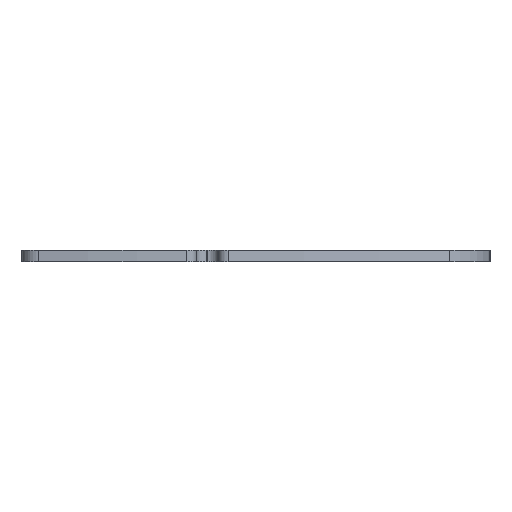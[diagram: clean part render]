
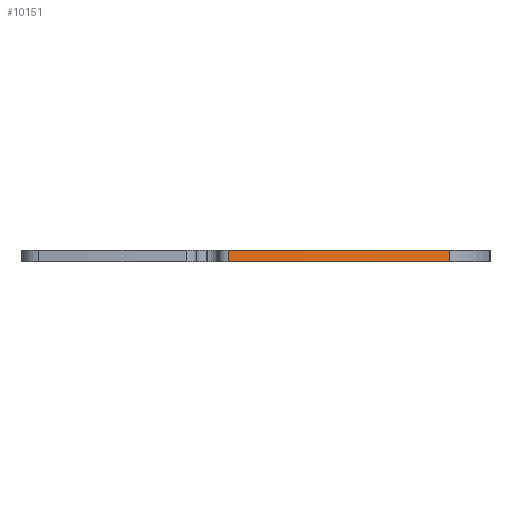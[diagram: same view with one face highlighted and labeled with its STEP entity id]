
A CAD part, left-side view. The second image highlights one B-rep face of the part: STEP entity #10151.
In plain terms, the highlighted cylindrical face has radius 87.974 mm (diameter 175.947 mm), a partial arc.
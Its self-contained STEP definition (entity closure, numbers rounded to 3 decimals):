
#84 = PLANE('',#85);
#85 = AXIS2_PLACEMENT_3D('',#86,#87,#88);
#86 = CARTESIAN_POINT('',(148.499,-103.905,1.6));
#87 = DIRECTION('',(-0.,-0.,-1.));
#88 = DIRECTION('',(-1.,0.,0.));
#143 = PLANE('',#144);
#144 = AXIS2_PLACEMENT_3D('',#145,#146,#147);
#145 = CARTESIAN_POINT('',(148.499,-103.905,0.));
#146 = DIRECTION('',(-0.,-0.,-1.));
#147 = DIRECTION('',(-1.,0.,0.));
#754 = VERTEX_POINT('',#755);
#755 = CARTESIAN_POINT('',(84.779,-131.04,0.));
#774 = CYLINDRICAL_SURFACE('',#775,10.352);
#775 = AXIS2_PLACEMENT_3D('',#776,#777,#778);
#776 = CARTESIAN_POINT('',(93.901,-126.147,0.));
#777 = DIRECTION('',(-0.,-0.,-1.));
#778 = DIRECTION('',(1.,0.,-0.));
#786 = EDGE_CURVE('',#787,#754,#789,.T.);
#787 = VERTEX_POINT('',#788);
#788 = CARTESIAN_POINT('',(75.952,-101.259,0.));
#789 = SURFACE_CURVE('',#790,(#795,#806),.PCURVE_S1.);
#790 = CIRCLE('',#791,87.974);
#791 = AXIS2_PLACEMENT_3D('',#792,#793,#794);
#792 = CARTESIAN_POINT('',(163.388,-91.544,0.));
#793 = DIRECTION('',(0.,0.,1.));
#794 = DIRECTION('',(1.,0.,-0.));
#795 = PCURVE('',#143,#796);
#796 = DEFINITIONAL_REPRESENTATION('',(#797),#805);
#797 = ( BOUNDED_CURVE() B_SPLINE_CURVE(2,(#798,#799,#800,#801,#802,#803
,#804),.UNSPECIFIED.,.T.,.F.) B_SPLINE_CURVE_WITH_KNOTS((1,2,2,2,2,1),(
    -2.094,0.,2.094,4.189,6.283,
8.378),.UNSPECIFIED.) CURVE() GEOMETRIC_REPRESENTATION_ITEM() 
RATIONAL_B_SPLINE_CURVE((1.,0.5,1.,0.5,1.,0.5,1.)) REPRESENTATION_ITEM(
  '') );
#798 = CARTESIAN_POINT('',(-102.863,12.361));
#799 = CARTESIAN_POINT('',(-102.863,164.736));
#800 = CARTESIAN_POINT('',(29.098,88.549));
#801 = CARTESIAN_POINT('',(161.058,12.361));
#802 = CARTESIAN_POINT('',(29.098,-63.826));
#803 = CARTESIAN_POINT('',(-102.863,-140.013));
#804 = CARTESIAN_POINT('',(-102.863,12.361));
#805 = ( GEOMETRIC_REPRESENTATION_CONTEXT(2) 
PARAMETRIC_REPRESENTATION_CONTEXT() REPRESENTATION_CONTEXT('2D SPACE',''
  ) );
#806 = PCURVE('',#807,#812);
#807 = CYLINDRICAL_SURFACE('',#808,87.974);
#808 = AXIS2_PLACEMENT_3D('',#809,#810,#811);
#809 = CARTESIAN_POINT('',(163.388,-91.544,0.));
#810 = DIRECTION('',(-0.,-0.,-1.));
#811 = DIRECTION('',(1.,0.,-0.));
#812 = DEFINITIONAL_REPRESENTATION('',(#813),#817);
#813 = LINE('',#814,#815);
#814 = CARTESIAN_POINT('',(-0.,0.));
#815 = VECTOR('',#816,1.);
#816 = DIRECTION('',(-1.,0.));
#817 = ( GEOMETRIC_REPRESENTATION_CONTEXT(2) 
PARAMETRIC_REPRESENTATION_CONTEXT() REPRESENTATION_CONTEXT('2D SPACE',''
  ) );
#840 = CYLINDRICAL_SURFACE('',#841,1.15);
#841 = AXIS2_PLACEMENT_3D('',#842,#843,#844);
#842 = CARTESIAN_POINT('',(77.095,-101.132,0.));
#843 = DIRECTION('',(-0.,-0.,-1.));
#844 = DIRECTION('',(1.,0.,-0.));
#5606 = VERTEX_POINT('',#5607);
#5607 = CARTESIAN_POINT('',(84.779,-131.04,1.6));
#5633 = EDGE_CURVE('',#5634,#5606,#5636,.T.);
#5634 = VERTEX_POINT('',#5635);
#5635 = CARTESIAN_POINT('',(75.952,-101.259,1.6));
#5636 = SURFACE_CURVE('',#5637,(#5642,#5653),.PCURVE_S1.);
#5637 = CIRCLE('',#5638,87.974);
#5638 = AXIS2_PLACEMENT_3D('',#5639,#5640,#5641);
#5639 = CARTESIAN_POINT('',(163.388,-91.544,1.6));
#5640 = DIRECTION('',(0.,0.,1.));
#5641 = DIRECTION('',(1.,0.,-0.));
#5642 = PCURVE('',#84,#5643);
#5643 = DEFINITIONAL_REPRESENTATION('',(#5644),#5652);
#5644 = ( BOUNDED_CURVE() B_SPLINE_CURVE(2,(#5645,#5646,#5647,#5648,
#5649,#5650,#5651),.UNSPECIFIED.,.T.,.F.) B_SPLINE_CURVE_WITH_KNOTS((1,2
    ,2,2,2,1),(-2.094,0.,2.094,4.189,
6.283,8.378),.UNSPECIFIED.) CURVE() 
GEOMETRIC_REPRESENTATION_ITEM() RATIONAL_B_SPLINE_CURVE((1.,0.5,1.,0.5,
1.,0.5,1.)) REPRESENTATION_ITEM('') );
#5645 = CARTESIAN_POINT('',(-102.863,12.361));
#5646 = CARTESIAN_POINT('',(-102.863,164.736));
#5647 = CARTESIAN_POINT('',(29.098,88.549));
#5648 = CARTESIAN_POINT('',(161.058,12.361));
#5649 = CARTESIAN_POINT('',(29.098,-63.826));
#5650 = CARTESIAN_POINT('',(-102.863,-140.013));
#5651 = CARTESIAN_POINT('',(-102.863,12.361));
#5652 = ( GEOMETRIC_REPRESENTATION_CONTEXT(2) 
PARAMETRIC_REPRESENTATION_CONTEXT() REPRESENTATION_CONTEXT('2D SPACE',''
  ) );
#5653 = PCURVE('',#807,#5654);
#5654 = DEFINITIONAL_REPRESENTATION('',(#5655),#5659);
#5655 = LINE('',#5656,#5657);
#5656 = CARTESIAN_POINT('',(-0.,-1.6));
#5657 = VECTOR('',#5658,1.);
#5658 = DIRECTION('',(-1.,0.));
#5659 = ( GEOMETRIC_REPRESENTATION_CONTEXT(2) 
PARAMETRIC_REPRESENTATION_CONTEXT() REPRESENTATION_CONTEXT('2D SPACE',''
  ) );
#10101 = EDGE_CURVE('',#754,#5606,#10102,.T.);
#10102 = SURFACE_CURVE('',#10103,(#10107,#10114),.PCURVE_S1.);
#10103 = LINE('',#10104,#10105);
#10104 = CARTESIAN_POINT('',(84.779,-131.04,0.));
#10105 = VECTOR('',#10106,1.);
#10106 = DIRECTION('',(0.,0.,1.));
#10107 = PCURVE('',#774,#10108);
#10108 = DEFINITIONAL_REPRESENTATION('',(#10109),#10113);
#10109 = LINE('',#10110,#10111);
#10110 = CARTESIAN_POINT('',(-3.634,0.));
#10111 = VECTOR('',#10112,1.);
#10112 = DIRECTION('',(-0.,-1.));
#10113 = ( GEOMETRIC_REPRESENTATION_CONTEXT(2) 
PARAMETRIC_REPRESENTATION_CONTEXT() REPRESENTATION_CONTEXT('2D SPACE',''
  ) );
#10114 = PCURVE('',#807,#10115);
#10115 = DEFINITIONAL_REPRESENTATION('',(#10116),#10120);
#10116 = LINE('',#10117,#10118);
#10117 = CARTESIAN_POINT('',(-3.607,0.));
#10118 = VECTOR('',#10119,1.);
#10119 = DIRECTION('',(-0.,-1.));
#10120 = ( GEOMETRIC_REPRESENTATION_CONTEXT(2) 
PARAMETRIC_REPRESENTATION_CONTEXT() REPRESENTATION_CONTEXT('2D SPACE',''
  ) );
#10151 = ADVANCED_FACE('',(#10152),#807,.T.);
#10152 = FACE_BOUND('',#10153,.F.);
#10153 = EDGE_LOOP('',(#10154,#10175,#10176,#10177));
#10154 = ORIENTED_EDGE('',*,*,#10155,.T.);
#10155 = EDGE_CURVE('',#787,#5634,#10156,.T.);
#10156 = SURFACE_CURVE('',#10157,(#10161,#10168),.PCURVE_S1.);
#10157 = LINE('',#10158,#10159);
#10158 = CARTESIAN_POINT('',(75.952,-101.259,0.));
#10159 = VECTOR('',#10160,1.);
#10160 = DIRECTION('',(0.,0.,1.));
#10161 = PCURVE('',#807,#10162);
#10162 = DEFINITIONAL_REPRESENTATION('',(#10163),#10167);
#10163 = LINE('',#10164,#10165);
#10164 = CARTESIAN_POINT('',(-3.252,0.));
#10165 = VECTOR('',#10166,1.);
#10166 = DIRECTION('',(-0.,-1.));
#10167 = ( GEOMETRIC_REPRESENTATION_CONTEXT(2) 
PARAMETRIC_REPRESENTATION_CONTEXT() REPRESENTATION_CONTEXT('2D SPACE',''
  ) );
#10168 = PCURVE('',#840,#10169);
#10169 = DEFINITIONAL_REPRESENTATION('',(#10170),#10174);
#10170 = LINE('',#10171,#10172);
#10171 = CARTESIAN_POINT('',(-3.252,0.));
#10172 = VECTOR('',#10173,1.);
#10173 = DIRECTION('',(-0.,-1.));
#10174 = ( GEOMETRIC_REPRESENTATION_CONTEXT(2) 
PARAMETRIC_REPRESENTATION_CONTEXT() REPRESENTATION_CONTEXT('2D SPACE',''
  ) );
#10175 = ORIENTED_EDGE('',*,*,#5633,.T.);
#10176 = ORIENTED_EDGE('',*,*,#10101,.F.);
#10177 = ORIENTED_EDGE('',*,*,#786,.F.);
